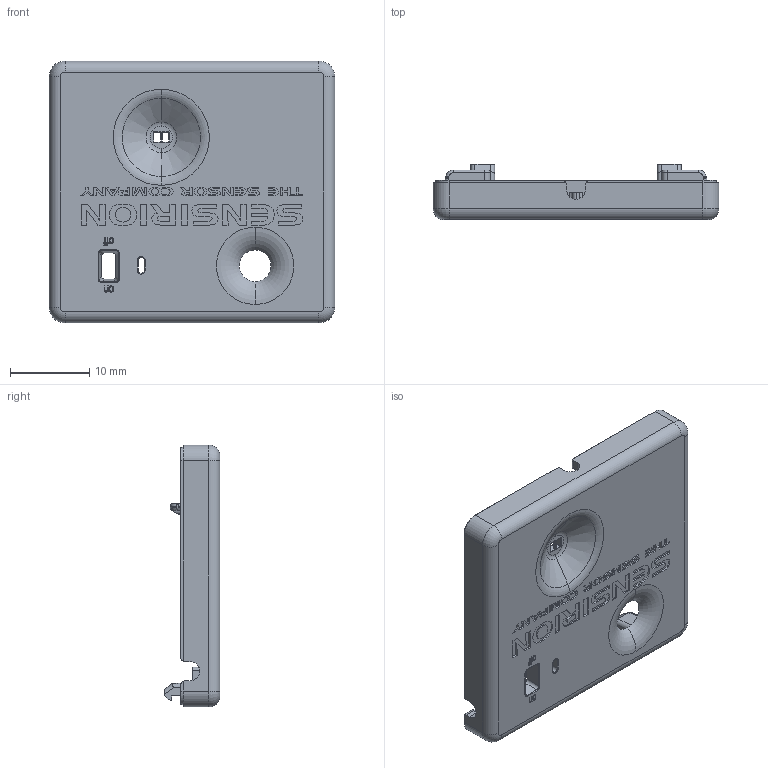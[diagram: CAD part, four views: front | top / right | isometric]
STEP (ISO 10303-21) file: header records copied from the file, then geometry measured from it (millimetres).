
FILE_DESCRIPTION (( 'STEP AP203' ), '1' );
FILE_NAME ('Housing_top.step', '2016-12-09T10:26:40', ( 'IT' ), ( '' ), 'SwSTEP 2.0', 'SolidWorks 2015', '' );
FILE_SCHEMA (( 'CONFIG_CONTROL_DESIGN' ));
Length unit declared in the file: millimetre
Products named in the file (1): Housing_top
Bounding box: 36 x 7.05 x 33 mm (x, y, z)
Volume: 2575.1 mm3; surface area: 3908.4 mm2
Topology: 1 solids, 1 shells, 1252 faces, 3331 edges, 2095 vertices
Faces by surface type: plane 758, cylinder 270, torus 118, bspline 72, sphere 28, cone 6
Entity records: 41149 total; most frequent: CARTESIAN_POINT 10392, ORIENTED_EDGE 6604, DIRECTION 6111, EDGE_CURVE 3302, VECTOR 2389, LINE 2389, VERTEX_POINT 2095, AXIS2_PLACEMENT_3D 1861
